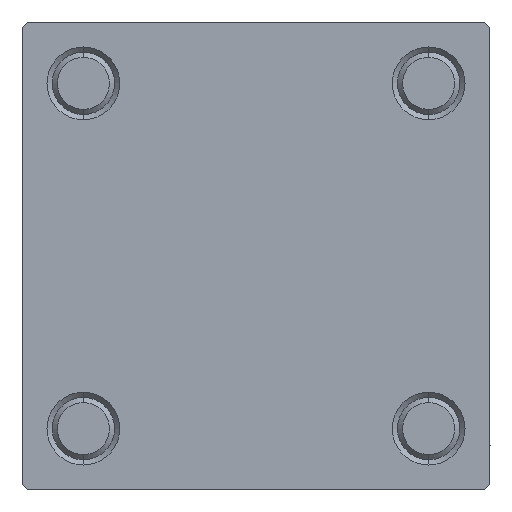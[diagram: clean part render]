
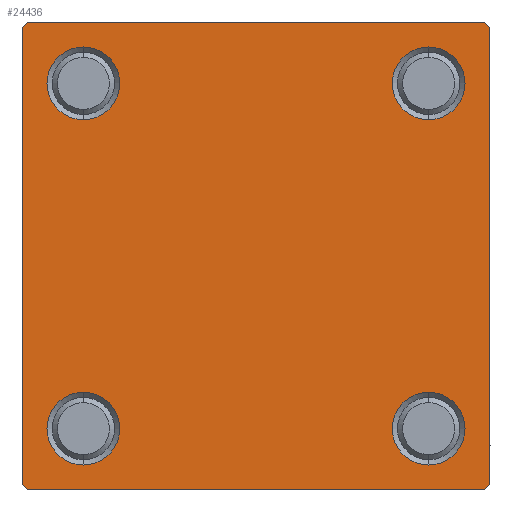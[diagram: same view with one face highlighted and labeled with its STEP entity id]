
A CAD part, left-side view. The second image highlights one B-rep face of the part: STEP entity #24436.
In plain terms, the highlighted planar face has unit normal (-1, 0, 0).
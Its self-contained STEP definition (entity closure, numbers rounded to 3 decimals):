
#383 = VERTEX_POINT ( 'NONE', #49886 ) ;
#489 = DIRECTION ( 'NONE',  ( 1., 0., 0. ) ) ;
#846 = CARTESIAN_POINT ( 'NONE',  ( 0., -16.6, -20.1 ) ) ;
#926 = CARTESIAN_POINT ( 'NONE',  ( 0., 0., 0. ) ) ;
#1094 = LINE ( 'NONE', #27899, #45586 ) ;
#1219 = ORIENTED_EDGE ( 'NONE', *, *, #8096, .T. ) ;
#1236 = AXIS2_PLACEMENT_3D ( 'NONE', #26518, #27004, #37652 ) ;
#1326 = EDGE_CURVE ( 'NONE', #31518, #27740, #34210, .T. ) ;
#2002 = ORIENTED_EDGE ( 'NONE', *, *, #34650, .T. ) ;
#2335 = ORIENTED_EDGE ( 'NONE', *, *, #46219, .T. ) ;
#3004 = VERTEX_POINT ( 'NONE', #45313 ) ;
#3339 = EDGE_CURVE ( 'NONE', #10217, #3514, #14042, .T. ) ;
#3514 = VERTEX_POINT ( 'NONE', #846 ) ;
#3590 = CARTESIAN_POINT ( 'NONE',  ( 0., -22.25, -22.25 ) ) ;
#3801 = CARTESIAN_POINT ( 'NONE',  ( 0., 22., 22.5 ) ) ;
#3883 = VECTOR ( 'NONE', #49582, 1000. ) ;
#4191 = ORIENTED_EDGE ( 'NONE', *, *, #1326, .T. ) ;
#4231 = CARTESIAN_POINT ( 'NONE',  ( 0., 22.5, 22.5 ) ) ;
#4267 = CARTESIAN_POINT ( 'NONE',  ( 0., -22.5, 22. ) ) ;
#5244 = VERTEX_POINT ( 'NONE', #16882 ) ;
#5480 = LINE ( 'NONE', #20909, #36121 ) ;
#6540 = AXIS2_PLACEMENT_3D ( 'NONE', #29697, #37757, #33495 ) ;
#6616 = VERTEX_POINT ( 'NONE', #30423 ) ;
#7111 = ORIENTED_EDGE ( 'NONE', *, *, #3339, .T. ) ;
#7201 = EDGE_LOOP ( 'NONE', ( #1219, #14365, #27112, #4191, #11037, #37501, #31133, #10240 ) ) ;
#7277 = LINE ( 'NONE', #4231, #39321 ) ;
#7314 = AXIS2_PLACEMENT_3D ( 'NONE', #7820, #489, #19473 ) ;
#7417 = CIRCLE ( 'NONE', #38100, 3.5 ) ;
#7642 = EDGE_CURVE ( 'NONE', #6616, #8623, #47403, .T. ) ;
#7820 = CARTESIAN_POINT ( 'NONE',  ( 0., -16.6, 16.6 ) ) ;
#8096 = EDGE_CURVE ( 'NONE', #25345, #21640, #7277, .T. ) ;
#8237 = VERTEX_POINT ( 'NONE', #17887 ) ;
#8623 = VERTEX_POINT ( 'NONE', #32774 ) ;
#8903 = DIRECTION ( 'NONE',  ( 1., 0., 0. ) ) ;
#9025 = FACE_OUTER_BOUND ( 'NONE', #7201, .T. ) ;
#9222 = EDGE_LOOP ( 'NONE', ( #33125, #15584 ) ) ;
#9380 = VERTEX_POINT ( 'NONE', #22614 ) ;
#9421 = CARTESIAN_POINT ( 'NONE',  ( 0., 22.5, 22.5 ) ) ;
#9522 = FACE_BOUND ( 'NONE', #28855, .T. ) ;
#9575 = ORIENTED_EDGE ( 'NONE', *, *, #45341, .T. ) ;
#9631 = EDGE_CURVE ( 'NONE', #21688, #27740, #1094, .T. ) ;
#10217 = VERTEX_POINT ( 'NONE', #37116 ) ;
#10240 = ORIENTED_EDGE ( 'NONE', *, *, #13986, .T. ) ;
#10271 = CARTESIAN_POINT ( 'NONE',  ( 0., -16.6, -16.6 ) ) ;
#11011 = DIRECTION ( 'NONE',  ( 0., 0., 1. ) ) ;
#11037 = ORIENTED_EDGE ( 'NONE', *, *, #9631, .F. ) ;
#11551 = CARTESIAN_POINT ( 'NONE',  ( 0., 16.6, 16.6 ) ) ;
#12293 = PLANE ( 'NONE',  #31337 ) ;
#13574 = EDGE_CURVE ( 'NONE', #8623, #6616, #37600, .T. ) ;
#13986 = EDGE_CURVE ( 'NONE', #47615, #25345, #36053, .T. ) ;
#14042 = CIRCLE ( 'NONE', #22911, 3.5 ) ;
#14365 = ORIENTED_EDGE ( 'NONE', *, *, #20698, .T. ) ;
#14373 = DIRECTION ( 'NONE',  ( 1., 0., 0. ) ) ;
#15584 = ORIENTED_EDGE ( 'NONE', *, *, #7642, .T. ) ;
#16882 = CARTESIAN_POINT ( 'NONE',  ( 0., -16.6, 13.1 ) ) ;
#17304 = CARTESIAN_POINT ( 'NONE',  ( 0., -22.25, 22.25 ) ) ;
#17887 = CARTESIAN_POINT ( 'NONE',  ( 0., -16.6, 20.1 ) ) ;
#17923 = AXIS2_PLACEMENT_3D ( 'NONE', #10271, #48996, #11011 ) ;
#19276 = CARTESIAN_POINT ( 'NONE',  ( 0., -22.5, -22. ) ) ;
#19452 = CARTESIAN_POINT ( 'NONE',  ( 0., 22.5, -22. ) ) ;
#19473 = DIRECTION ( 'NONE',  ( 0., 0., 1. ) ) ;
#20546 = CARTESIAN_POINT ( 'NONE',  ( 0., 16.6, -16.6 ) ) ;
#20698 = EDGE_CURVE ( 'NONE', #21640, #35272, #46503, .T. ) ;
#20909 = CARTESIAN_POINT ( 'NONE',  ( 0., 22.5, -22.5 ) ) ;
#21048 = DIRECTION ( 'NONE',  ( 0., 0., 1. ) ) ;
#21370 = CARTESIAN_POINT ( 'NONE',  ( 0., 22.25, 22.25 ) ) ;
#21640 = VERTEX_POINT ( 'NONE', #19452 ) ;
#21688 = VERTEX_POINT ( 'NONE', #4267 ) ;
#21943 = EDGE_CURVE ( 'NONE', #35272, #31518, #5480, .T. ) ;
#22500 = CARTESIAN_POINT ( 'NONE',  ( 0., 22.25, -22.25 ) ) ;
#22614 = CARTESIAN_POINT ( 'NONE',  ( 0., 16.6, 13.1 ) ) ;
#22911 = AXIS2_PLACEMENT_3D ( 'NONE', #29248, #44425, #41105 ) ;
#24436 = ADVANCED_FACE ( 'NONE', ( #31540, #28765, #36094, #9522, #9025 ), #12293, .T. ) ;
#25345 = VERTEX_POINT ( 'NONE', #27813 ) ;
#26518 = CARTESIAN_POINT ( 'NONE',  ( 0., 16.6, -16.6 ) ) ;
#26785 = CIRCLE ( 'NONE', #17923, 3.5 ) ;
#27004 = DIRECTION ( 'NONE',  ( 1., 0., 0. ) ) ;
#27112 = ORIENTED_EDGE ( 'NONE', *, *, #21943, .T. ) ;
#27246 = DIRECTION ( 'NONE',  ( 0., 0., -1. ) ) ;
#27593 = EDGE_CURVE ( 'NONE', #21688, #383, #32750, .T. ) ;
#27670 = DIRECTION ( 'NONE',  ( 0., 0., 1. ) ) ;
#27740 = VERTEX_POINT ( 'NONE', #19276 ) ;
#27813 = CARTESIAN_POINT ( 'NONE',  ( 0., 22.5, 22. ) ) ;
#27899 = CARTESIAN_POINT ( 'NONE',  ( 0., -22.5, 22.5 ) ) ;
#28253 = DIRECTION ( 'NONE',  ( -1., 0., 0. ) ) ;
#28267 = CARTESIAN_POINT ( 'NONE',  ( 0., -22., -22.5 ) ) ;
#28361 = CIRCLE ( 'NONE', #6540, 3.5 ) ;
#28765 = FACE_BOUND ( 'NONE', #48989, .T. ) ;
#28855 = EDGE_LOOP ( 'NONE', ( #9575, #2002 ) ) ;
#29163 = CIRCLE ( 'NONE', #7314, 3.5 ) ;
#29248 = CARTESIAN_POINT ( 'NONE',  ( 0., -16.6, -16.6 ) ) ;
#29697 = CARTESIAN_POINT ( 'NONE',  ( 0., -16.6, 16.6 ) ) ;
#29702 = EDGE_LOOP ( 'NONE', ( #44264, #33227 ) ) ;
#29821 = DIRECTION ( 'NONE',  ( 0., 0., 1. ) ) ;
#30423 = CARTESIAN_POINT ( 'NONE',  ( 0., 16.6, -20.1 ) ) ;
#30868 = VECTOR ( 'NONE', #47890, 1000. ) ;
#31133 = ORIENTED_EDGE ( 'NONE', *, *, #47335, .F. ) ;
#31337 = AXIS2_PLACEMENT_3D ( 'NONE', #926, #28253, #40130 ) ;
#31518 = VERTEX_POINT ( 'NONE', #28267 ) ;
#31540 = FACE_BOUND ( 'NONE', #29702, .T. ) ;
#31942 = VECTOR ( 'NONE', #32525, 1000. ) ;
#32525 = DIRECTION ( 'NONE',  ( 0., 0.707, -0.707 ) ) ;
#32750 = LINE ( 'NONE', #17304, #33885 ) ;
#32774 = CARTESIAN_POINT ( 'NONE',  ( 0., 16.6, -13.1 ) ) ;
#33125 = ORIENTED_EDGE ( 'NONE', *, *, #13574, .T. ) ;
#33227 = ORIENTED_EDGE ( 'NONE', *, *, #44768, .T. ) ;
#33495 = DIRECTION ( 'NONE',  ( 0., 0., 1. ) ) ;
#33885 = VECTOR ( 'NONE', #49167, 1000. ) ;
#34210 = LINE ( 'NONE', #3590, #44684 ) ;
#34650 = EDGE_CURVE ( 'NONE', #9380, #3004, #7417, .T. ) ;
#35272 = VERTEX_POINT ( 'NONE', #47047 ) ;
#35519 = DIRECTION ( 'NONE',  ( 1., 0., 0. ) ) ;
#36053 = LINE ( 'NONE', #21370, #31942 ) ;
#36094 = FACE_BOUND ( 'NONE', #9222, .T. ) ;
#36121 = VECTOR ( 'NONE', #36331, 1000. ) ;
#36331 = DIRECTION ( 'NONE',  ( 0., -1., 0. ) ) ;
#37116 = CARTESIAN_POINT ( 'NONE',  ( 0., -16.6, -13.1 ) ) ;
#37501 = ORIENTED_EDGE ( 'NONE', *, *, #27593, .T. ) ;
#37600 = CIRCLE ( 'NONE', #1236, 3.5 ) ;
#37652 = DIRECTION ( 'NONE',  ( 0., 0., 1. ) ) ;
#37757 = DIRECTION ( 'NONE',  ( 1., 0., 0. ) ) ;
#38040 = CIRCLE ( 'NONE', #46139, 3.5 ) ;
#38100 = AXIS2_PLACEMENT_3D ( 'NONE', #11551, #14373, #29821 ) ;
#38518 = DIRECTION ( 'NONE',  ( 0., 0., -1. ) ) ;
#39321 = VECTOR ( 'NONE', #27246, 1000. ) ;
#40019 = LINE ( 'NONE', #9421, #30868 ) ;
#40130 = DIRECTION ( 'NONE',  ( 0., 0., 1. ) ) ;
#41105 = DIRECTION ( 'NONE',  ( 0., 0., 1. ) ) ;
#44264 = ORIENTED_EDGE ( 'NONE', *, *, #44337, .T. ) ;
#44337 = EDGE_CURVE ( 'NONE', #8237, #5244, #28361, .T. ) ;
#44425 = DIRECTION ( 'NONE',  ( 1., 0., 0. ) ) ;
#44684 = VECTOR ( 'NONE', #45596, 1000. ) ;
#44768 = EDGE_CURVE ( 'NONE', #5244, #8237, #29163, .T. ) ;
#45313 = CARTESIAN_POINT ( 'NONE',  ( 0., 16.6, 20.1 ) ) ;
#45341 = EDGE_CURVE ( 'NONE', #3004, #9380, #38040, .T. ) ;
#45586 = VECTOR ( 'NONE', #38518, 1000. ) ;
#45596 = DIRECTION ( 'NONE',  ( 0., -0.707, 0.707 ) ) ;
#45804 = AXIS2_PLACEMENT_3D ( 'NONE', #20546, #8903, #21048 ) ;
#46139 = AXIS2_PLACEMENT_3D ( 'NONE', #46908, #35519, #27670 ) ;
#46219 = EDGE_CURVE ( 'NONE', #3514, #10217, #26785, .T. ) ;
#46503 = LINE ( 'NONE', #22500, #3883 ) ;
#46908 = CARTESIAN_POINT ( 'NONE',  ( 0., 16.6, 16.6 ) ) ;
#47047 = CARTESIAN_POINT ( 'NONE',  ( 0., 22., -22.5 ) ) ;
#47335 = EDGE_CURVE ( 'NONE', #47615, #383, #40019, .T. ) ;
#47403 = CIRCLE ( 'NONE', #45804, 3.5 ) ;
#47615 = VERTEX_POINT ( 'NONE', #3801 ) ;
#47890 = DIRECTION ( 'NONE',  ( 0., -1., 0. ) ) ;
#48989 = EDGE_LOOP ( 'NONE', ( #7111, #2335 ) ) ;
#48996 = DIRECTION ( 'NONE',  ( 1., 0., 0. ) ) ;
#49167 = DIRECTION ( 'NONE',  ( 0., 0.707, 0.707 ) ) ;
#49582 = DIRECTION ( 'NONE',  ( 0., -0.707, -0.707 ) ) ;
#49886 = CARTESIAN_POINT ( 'NONE',  ( 0., -22., 22.5 ) ) ;
